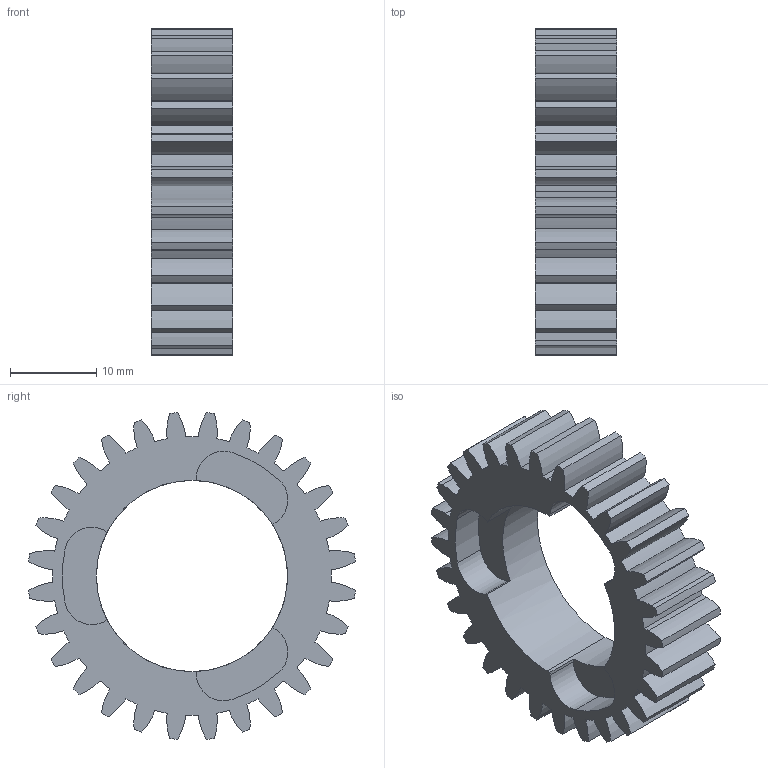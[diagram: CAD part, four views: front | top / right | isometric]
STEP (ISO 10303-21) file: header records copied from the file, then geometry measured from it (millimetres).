
FILE_DESCRIPTION (( 'STEP AP203' ), '1' );
FILE_NAME ('28.DOG.AM.STEP', '2014-06-22T05:09:32', ( '' ), ( '' ), 'SwSTEP 2.0', 'SolidWorks 2013', '' );
FILE_SCHEMA (( 'CONFIG_CONTROL_DESIGN' ));
Length unit declared in the file: inch
Products named in the file (1): 28.DOG.AM
Bounding box: 9.53 x 37.95 x 37.95 mm (x, y, z)
Volume: 5017.1 mm3; surface area: 4132.6 mm2
Topology: 1 solids, 1 shells, 141 faces, 417 edges, 278 vertices
Faces by surface type: cylinder 130, plane 11
Entity records: 4960 total; most frequent: DIRECTION 967, CARTESIAN_POINT 837, ORIENTED_EDGE 834, EDGE_CURVE 417, AXIS2_PLACEMENT_3D 408, VERTEX_POINT 278, CIRCLE 266, VECTOR 151
